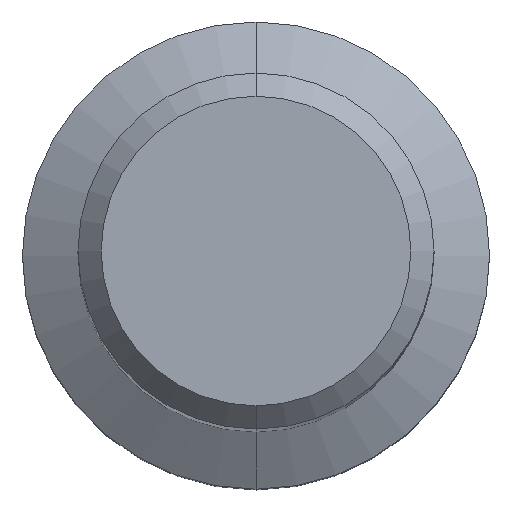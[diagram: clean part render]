
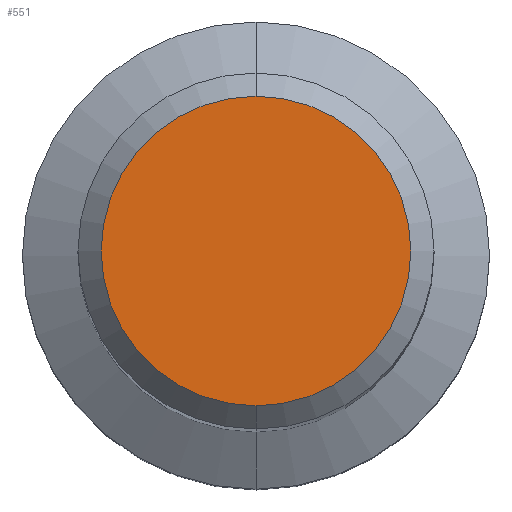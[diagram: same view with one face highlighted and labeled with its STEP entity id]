
A CAD part, top view. The second image highlights one B-rep face of the part: STEP entity #551.
In plain terms, the highlighted planar face has unit normal (0, 0, 1).
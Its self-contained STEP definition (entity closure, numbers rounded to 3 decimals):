
#219=VERTEX_POINT('',#606);
#327=VERTEX_POINT('',#728);
#429=EDGE_CURVE('',#327,#219,#841,.T.);
#529=EDGE_CURVE('',#219,#327,#950,.T.);
#551=ADVANCED_FACE('',(#974),#975,.T.);
#606=CARTESIAN_POINT('',(0.,-5.302,0.0));
#728=CARTESIAN_POINT('',(0.0,5.302,0.0));
#841=CIRCLE('',#1443,5.302);
#950=CIRCLE('',#1709,5.302);
#974=FACE_OUTER_BOUND('',#1743,.T.);
#975=PLANE('',#1744);
#1443=AXIS2_PLACEMENT_3D('',#2100,#2101,#2102);
#1709=AXIS2_PLACEMENT_3D('',#2222,#2223,#2224);
#1743=EDGE_LOOP('',(#2262,#2263));
#1744=AXIS2_PLACEMENT_3D('',#2264,#2265,#2266);
#2100=CARTESIAN_POINT('',(0.0,0.0,0.0));
#2101=DIRECTION('',(0.0,0.0,-1.0));
#2102=DIRECTION('',(0.0,1.0,0.0));
#2222=CARTESIAN_POINT('',(0.0,0.0,0.0));
#2223=DIRECTION('',(0.0,0.0,-1.0));
#2224=DIRECTION('',(0.0,1.0,0.0));
#2262=ORIENTED_EDGE('',*,*,#429,.F.);
#2263=ORIENTED_EDGE('',*,*,#529,.F.);
#2264=CARTESIAN_POINT('',(0.0,2.651,0.0));
#2265=DIRECTION('',(-0.0,0.0,1.0));
#2266=DIRECTION('',(0.0,-1.0,0.0));
